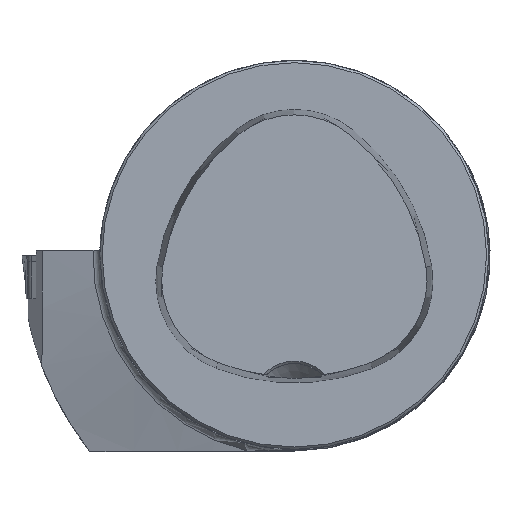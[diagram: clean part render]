
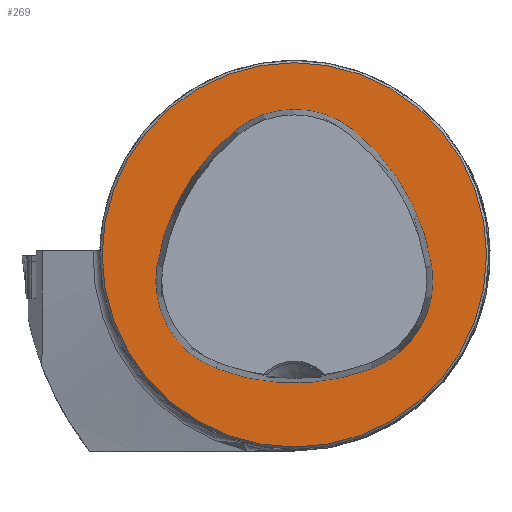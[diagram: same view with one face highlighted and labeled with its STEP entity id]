
A CAD part, top view. The second image highlights one B-rep face of the part: STEP entity #269.
In plain terms, the highlighted planar face has unit normal (0, 0, 1).
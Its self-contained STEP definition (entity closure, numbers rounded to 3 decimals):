
#151=FACE_BOUND('',#592,.T.);
#152=FACE_BOUND('',#593,.T.);
#211=CIRCLE('',#2528,28.075);
#213=CIRCLE('',#2531,28.075);
#214=CIRCLE('',#2532,12.075);
#215=CIRCLE('',#2533,28.075);
#216=CIRCLE('',#2534,12.075);
#217=CIRCLE('',#2535,12.075);
#218=CIRCLE('',#2536,24.7);
#269=ADVANCED_FACE('CU_FL_N1_SU_1',(#151,#152),#399,.T.);
#399=PLANE('',#2537);
#592=EDGE_LOOP('',(#970,#971,#972,#973,#974,#975));
#593=EDGE_LOOP('',(#976));
#970=ORIENTED_EDGE('',*,*,#1871,.F.);
#971=ORIENTED_EDGE('',*,*,#1872,.F.);
#972=ORIENTED_EDGE('',*,*,#1873,.F.);
#973=ORIENTED_EDGE('',*,*,#1874,.F.);
#974=ORIENTED_EDGE('',*,*,#1868,.F.);
#975=ORIENTED_EDGE('',*,*,#1875,.F.);
#976=ORIENTED_EDGE('',*,*,#1876,.T.);
#1636=VERTEX_POINT('',#3958);
#1637=VERTEX_POINT('',#3960);
#1639=VERTEX_POINT('',#3966);
#1640=VERTEX_POINT('',#3967);
#1641=VERTEX_POINT('',#3969);
#1642=VERTEX_POINT('',#3971);
#1643=VERTEX_POINT('',#3975);
#1868=EDGE_CURVE('',#1636,#1637,#211,.T.);
#1871=EDGE_CURVE('',#1639,#1640,#213,.T.);
#1872=EDGE_CURVE('',#1641,#1639,#214,.T.);
#1873=EDGE_CURVE('',#1642,#1641,#215,.T.);
#1874=EDGE_CURVE('',#1637,#1642,#216,.T.);
#1875=EDGE_CURVE('',#1640,#1636,#217,.T.);
#1876=EDGE_CURVE('',#1643,#1643,#218,.T.);
#2528=AXIS2_PLACEMENT_3D('',#3959,#2840,#2841);
#2531=AXIS2_PLACEMENT_3D('',#3965,#2847,#2848);
#2532=AXIS2_PLACEMENT_3D('',#3968,#2849,#2850);
#2533=AXIS2_PLACEMENT_3D('',#3970,#2851,#2852);
#2534=AXIS2_PLACEMENT_3D('',#3972,#2853,#2854);
#2535=AXIS2_PLACEMENT_3D('',#3973,#2855,#2856);
#2536=AXIS2_PLACEMENT_3D('',#3974,#2857,#2858);
#2537=AXIS2_PLACEMENT_3D('',#3976,#2859,#2860);
#2840=DIRECTION('',(0.,0.,1.));
#2841=DIRECTION('',(1.,0.,0.));
#2847=DIRECTION('',(0.,0.,1.));
#2848=DIRECTION('',(1.,0.,0.));
#2849=DIRECTION('',(0.,0.,1.));
#2850=DIRECTION('',(1.,0.,0.));
#2851=DIRECTION('',(0.,0.,1.));
#2852=DIRECTION('',(1.,0.,0.));
#2853=DIRECTION('',(0.,0.,1.));
#2854=DIRECTION('',(1.,0.,0.));
#2855=DIRECTION('',(0.,0.,1.));
#2856=DIRECTION('',(1.,0.,0.));
#2857=DIRECTION('',(0.,0.,1.));
#2858=DIRECTION('',(1.,0.,0.));
#2859=DIRECTION('',(0.,0.,1.));
#2860=DIRECTION('',(1.,0.,0.));
#3958=CARTESIAN_POINT('',(-10.05,-14.595,0.));
#3959=CARTESIAN_POINT('',(0.,11.62,0.));
#3960=CARTESIAN_POINT('',(10.05,-14.595,0.));
#3965=CARTESIAN_POINT('',(10.078,-5.807,0.));
#3966=CARTESIAN_POINT('',(-7.606,15.999,0.));
#3967=CARTESIAN_POINT('',(-17.656,-1.443,0.));
#3968=CARTESIAN_POINT('',(0.,6.62,0.));
#3969=CARTESIAN_POINT('',(7.606,15.999,0.));
#3970=CARTESIAN_POINT('',(-10.078,-5.807,0.));
#3971=CARTESIAN_POINT('',(17.656,-1.443,0.));
#3972=CARTESIAN_POINT('',(5.727,-3.32,0.));
#3973=CARTESIAN_POINT('',(-5.727,-3.32,0.));
#3974=CARTESIAN_POINT('',(0.,0.,0.));
#3975=CARTESIAN_POINT('',(24.7,0.,0.));
#3976=CARTESIAN_POINT('',(0.,0.,0.));
